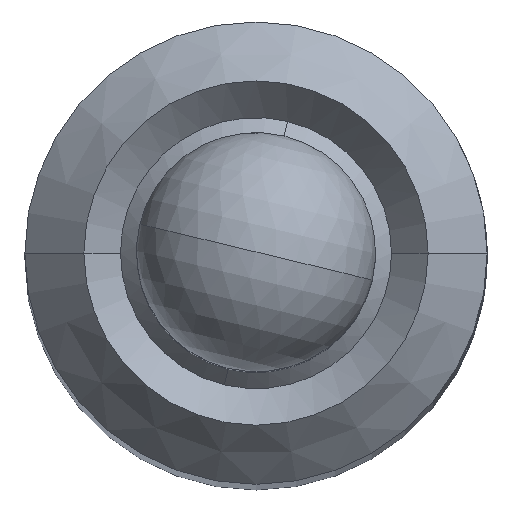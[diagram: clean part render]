
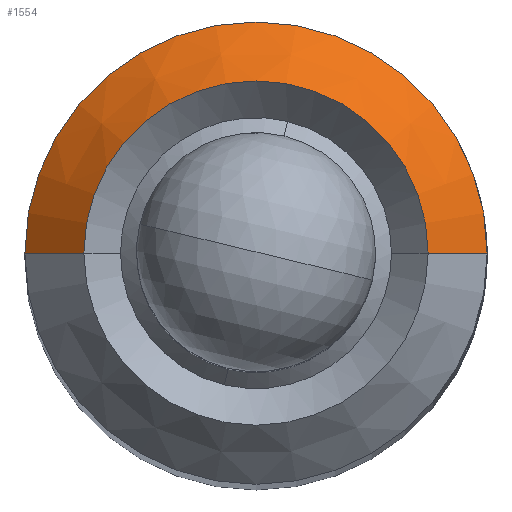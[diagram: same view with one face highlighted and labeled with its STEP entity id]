
A CAD part, top view. The second image highlights one B-rep face of the part: STEP entity #1554.
In plain terms, the highlighted conical face has half-angle 45 degrees and reference radius 0.223 mm.
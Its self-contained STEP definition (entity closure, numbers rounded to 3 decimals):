
#57 = AXIS2_PLACEMENT_3D ( 'NONE', #4655, #3136, #4811 ) ;
#361 = DIRECTION ( 'NONE',  ( 0., 0., -1. ) ) ;
#521 = CARTESIAN_POINT ( 'NONE',  ( -0.223, 0., -0.007 ) ) ;
#578 = ORIENTED_EDGE ( 'NONE', *, *, #2237, .T. ) ;
#631 = DIRECTION ( 'NONE',  ( -1., 0., 0. ) ) ;
#853 = VECTOR ( 'NONE', #2069, 1000. ) ;
#1151 = VERTEX_POINT ( 'NONE', #3152 ) ;
#1160 = ORIENTED_EDGE ( 'NONE', *, *, #5211, .F. ) ;
#1247 = CARTESIAN_POINT ( 'NONE',  ( -0.216, 0., 0. ) ) ;
#1252 = ORIENTED_EDGE ( 'NONE', *, *, #4026, .T. ) ;
#1288 = VERTEX_POINT ( 'NONE', #1247 ) ;
#1400 = EDGE_LOOP ( 'NONE', ( #1160, #1252, #578, #1546 ) ) ;
#1499 = AXIS2_PLACEMENT_3D ( 'NONE', #4097, #1664, #3283 ) ;
#1546 = ORIENTED_EDGE ( 'NONE', *, *, #2473, .F. ) ;
#1554 = ADVANCED_FACE ( 'Defeature ausgef�hrt1_6', ( #5252 ), #2154, .T. ) ;
#1664 = DIRECTION ( 'NONE',  ( 0., 0., 1. ) ) ;
#1858 = VERTEX_POINT ( 'NONE', #4834 ) ;
#2069 = DIRECTION ( 'NONE',  ( 0.707, 0., -0.707 ) ) ;
#2139 = DIRECTION ( 'NONE',  ( -0.707, 0., -0.707 ) ) ;
#2154 = CONICAL_SURFACE ( 'NONE', #3033, 0.223, 0.785 ) ;
#2237 = EDGE_CURVE ( 'Defeature ausgef�hrt1_6+Defeature ausgef�hrt1_4+Defeature ausgef�hrt1_4+Defeature ausgef�hrt1_4', #4778, #1858, #2758, .T. ) ;
#2447 = CARTESIAN_POINT ( 'NONE',  ( 0.29, 0., -0.074 ) ) ;
#2473 = EDGE_CURVE ( 'NONE', #1288, #1858, #4167, .T. ) ;
#2695 = CIRCLE ( 'NONE', #1499, 0.216 ) ;
#2727 = VECTOR ( 'NONE', #2139, 1000. ) ;
#2758 = CIRCLE ( 'NONE', #57, 0.29 ) ;
#3033 = AXIS2_PLACEMENT_3D ( 'NONE', #4278, #361, #631 ) ;
#3136 = DIRECTION ( 'NONE',  ( 0., 0., 1. ) ) ;
#3152 = CARTESIAN_POINT ( 'NONE',  ( 0.216, 0., 0. ) ) ;
#3283 = DIRECTION ( 'NONE',  ( 1., 0., 0. ) ) ;
#4026 = EDGE_CURVE ( 'NONE', #1151, #4778, #4526, .T. ) ;
#4072 = CARTESIAN_POINT ( 'NONE',  ( 0.223, 0., -0.007 ) ) ;
#4097 = CARTESIAN_POINT ( 'NONE',  ( 0., 0., 0. ) ) ;
#4167 = LINE ( 'NONE', #521, #2727 ) ;
#4278 = CARTESIAN_POINT ( 'NONE',  ( 0., 0., -0.007 ) ) ;
#4526 = LINE ( 'NONE', #4072, #853 ) ;
#4655 = CARTESIAN_POINT ( 'NONE',  ( 0., 0., -0.074 ) ) ;
#4778 = VERTEX_POINT ( 'NONE', #2447 ) ;
#4811 = DIRECTION ( 'NONE',  ( 1., 0., 0. ) ) ;
#4834 = CARTESIAN_POINT ( 'NONE',  ( -0.29, 0., -0.074 ) ) ;
#5211 = EDGE_CURVE ( 'Defeature ausgef�hrt1_7+Defeature ausgef�hrt1_6+Defeature ausgef�hrt1_6+Defeature ausgef�hrt1_6', #1151, #1288, #2695, .T. ) ;
#5252 = FACE_OUTER_BOUND ( 'NONE', #1400, .T. ) ;
